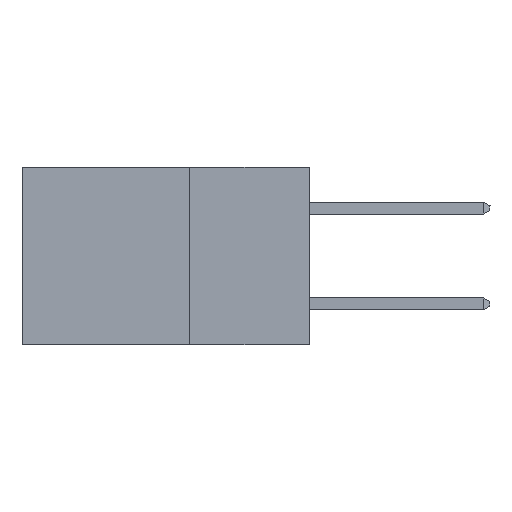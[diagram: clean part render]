
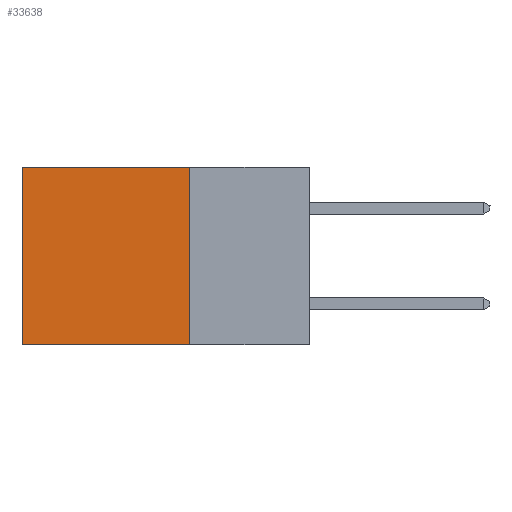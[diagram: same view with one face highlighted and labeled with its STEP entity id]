
A CAD part, left-side view. The second image highlights one B-rep face of the part: STEP entity #33638.
In plain terms, the highlighted planar face has unit normal (-1, 0, 0).
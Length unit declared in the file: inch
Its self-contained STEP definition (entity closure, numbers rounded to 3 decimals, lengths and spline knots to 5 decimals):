
#99 = ORIENTED_EDGE ( 'NONE', *, *, #8361, .F. ) ;
#161 = DIRECTION ( 'NONE',  ( 0., 1., 0. ) ) ;
#4186 = DIRECTION ( 'NONE',  ( 0., 0., -1. ) ) ;
#4426 = DIRECTION ( 'NONE',  ( 0., 0., -1. ) ) ;
#8361 = EDGE_CURVE ( 'NONE', #21916, #28038, #36376, .T. ) ;
#9230 = EDGE_CURVE ( 'NONE', #19506, #28038, #30008, .T. ) ;
#12334 = DIRECTION ( 'NONE',  ( 0., 0., -1. ) ) ;
#14160 = ORIENTED_EDGE ( 'NONE', *, *, #9230, .T. ) ;
#15270 = EDGE_CURVE ( 'NONE', #17516, #19506, #39259, .T. ) ;
#15278 = CARTESIAN_POINT ( 'NONE',  ( 0.2875, 0.25, -0.37 ) ) ;
#15496 = FACE_OUTER_BOUND ( 'NONE', #22350, .T. ) ;
#17516 = VERTEX_POINT ( 'NONE', #31927 ) ;
#18439 = CARTESIAN_POINT ( 'NONE',  ( 0.2875, 0.25, -0.37 ) ) ;
#19506 = VERTEX_POINT ( 'NONE', #25215 ) ;
#19606 = ORIENTED_EDGE ( 'NONE', *, *, #36740, .F. ) ;
#19733 = DIRECTION ( 'NONE',  ( 0., 1., 0. ) ) ;
#20331 = AXIS2_PLACEMENT_3D ( 'NONE', #40173, #26136, #4186 ) ;
#21916 = VERTEX_POINT ( 'NONE', #15278 ) ;
#22350 = EDGE_LOOP ( 'NONE', ( #14160, #99, #19606, #43221 ) ) ;
#22413 = PLANE ( 'NONE',  #20331 ) ;
#23557 = LINE ( 'NONE', #29941, #24719 ) ;
#24719 = VECTOR ( 'NONE', #4426, 39.37008 ) ;
#25215 = CARTESIAN_POINT ( 'NONE',  ( 0.2875, 0.6, 0. ) ) ;
#26136 = DIRECTION ( 'NONE',  ( 1., 0., 0. ) ) ;
#26790 = CARTESIAN_POINT ( 'NONE',  ( 0.2875, 0.6, 0. ) ) ;
#28038 = VERTEX_POINT ( 'NONE', #42168 ) ;
#29925 = VECTOR ( 'NONE', #12334, 39.37008 ) ;
#29941 = CARTESIAN_POINT ( 'NONE',  ( 0.2875, 0.25, 0. ) ) ;
#30008 = LINE ( 'NONE', #26790, #29925 ) ;
#31927 = CARTESIAN_POINT ( 'NONE',  ( 0.2875, 0.25, 0. ) ) ;
#33638 = ADVANCED_FACE ( 'NONE', ( #15496 ), #22413, .F. ) ;
#36332 = VECTOR ( 'NONE', #161, 39.37008 ) ;
#36376 = LINE ( 'NONE', #18439, #36332 ) ;
#36740 = EDGE_CURVE ( 'NONE', #17516, #21916, #23557, .T. ) ;
#37593 = CARTESIAN_POINT ( 'NONE',  ( 0.2875, 0.25, 0. ) ) ;
#38915 = VECTOR ( 'NONE', #19733, 39.37008 ) ;
#39259 = LINE ( 'NONE', #37593, #38915 ) ;
#40173 = CARTESIAN_POINT ( 'NONE',  ( 0.2875, 0.25, 0. ) ) ;
#42168 = CARTESIAN_POINT ( 'NONE',  ( 0.2875, 0.6, -0.37 ) ) ;
#43221 = ORIENTED_EDGE ( 'NONE', *, *, #15270, .T. ) ;
